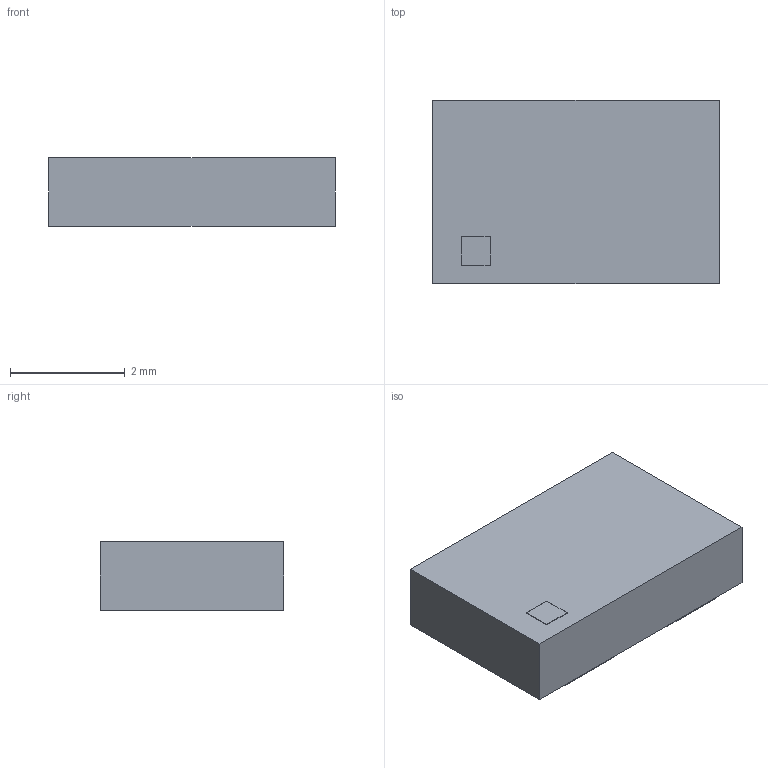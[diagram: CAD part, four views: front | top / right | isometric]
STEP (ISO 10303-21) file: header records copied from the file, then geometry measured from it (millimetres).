
FILE_DESCRIPTION(('FreeCAD Model'),'2;1');
FILE_NAME('Open CASCADE Shape Model','2024-02-21T14:52:51',(''),(''), 'Open CASCADE STEP processor 7.6','FreeCAD','Unknown');
FILE_SCHEMA(('AUTOMOTIVE_DESIGN { 1 0 10303 214 1 1 1 1 }'));
Length unit declared in the file: millimetre
Products named in the file (5): Part; body; Array; pin; mark
Assembly tree (7 placements, depth 3):
  Part
    body
    Array
      pin  x4
    mark
Bounding box: 5 x 3.2 x 1.21 mm (x, y, z)
Volume: 19.1 mm3; surface area: 61.8 mm2
Topology: 6 solids, 6 shells, 36 faces, 72 edges, 48 vertices
Faces by surface type: plane 36
Entity records: 398 total; most frequent: ORIENTED_EDGE 60, EDGE_CURVE 36, LINE 36, CARTESIAN_POINT 35, AXIS2_PLACEMENT_3D 24, VERTEX_POINT 24, ADVANCED_FACE 18, FACE_BOUND 18
